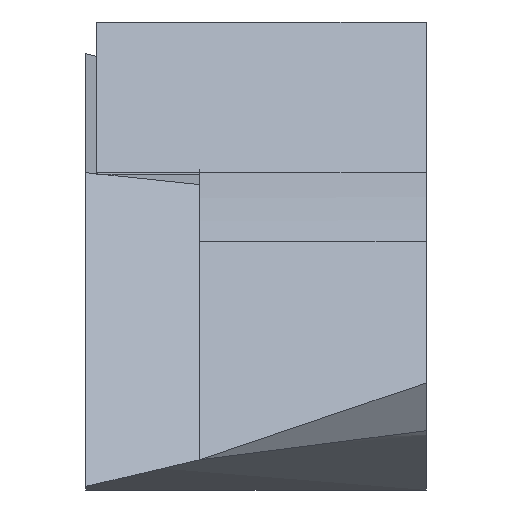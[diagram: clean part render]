
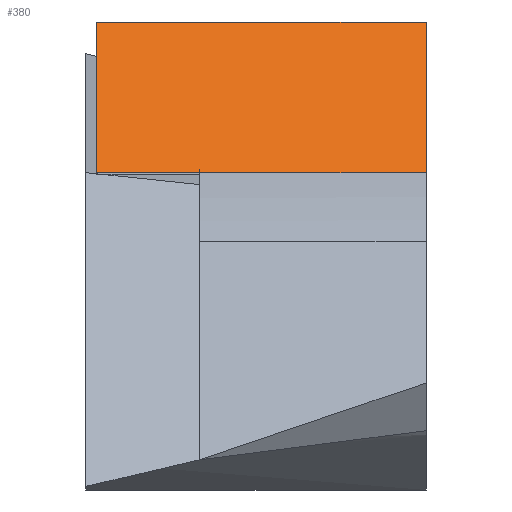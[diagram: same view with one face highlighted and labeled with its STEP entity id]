
A CAD part, left-side view. The second image highlights one B-rep face of the part: STEP entity #380.
In plain terms, the highlighted planar face has unit normal (-0.793, 0, 0.609).
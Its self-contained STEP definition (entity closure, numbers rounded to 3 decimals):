
#1 = CARTESIAN_POINT ( 'NONE',  ( -93.26, -9.525, -17.315 ) ) ;
#101 = LINE ( 'NONE', #2680, #2312 ) ;
#265 = AXIS2_PLACEMENT_3D ( 'NONE', #2445, #2449, #2432 ) ;
#281 = EDGE_LOOP ( 'NONE', ( #287, #1025, #2190, #1104 ) ) ;
#287 = ORIENTED_EDGE ( 'NONE', *, *, #1696, .T. ) ;
#380 = ADVANCED_FACE ( 'NONE', ( #1404 ), #2439, .F. ) ;
#416 = CARTESIAN_POINT ( 'NONE',  ( -93.26, -0.3, -17.315 ) ) ;
#566 = EDGE_CURVE ( 'NONE', #1896, #1195, #2109, .T. ) ;
#824 = CARTESIAN_POINT ( 'NONE',  ( -93.26, -9.525, -17.315 ) ) ;
#922 = CARTESIAN_POINT ( 'NONE',  ( -90.026, -0.3, -13.099 ) ) ;
#972 = VECTOR ( 'NONE', #2729, 1000. ) ;
#1025 = ORIENTED_EDGE ( 'NONE', *, *, #2717, .F. ) ;
#1104 = ORIENTED_EDGE ( 'NONE', *, *, #566, .F. ) ;
#1195 = VERTEX_POINT ( 'NONE', #1498 ) ;
#1203 = DIRECTION ( 'NONE',  ( -0.609, 0., -0.793 ) ) ;
#1210 = CARTESIAN_POINT ( 'NONE',  ( -93.26, -0.3, -17.315 ) ) ;
#1404 = FACE_OUTER_BOUND ( 'NONE', #281, .T. ) ;
#1498 = CARTESIAN_POINT ( 'NONE',  ( -90.026, -9.525, -13.099 ) ) ;
#1554 = VECTOR ( 'NONE', #2195, 1000. ) ;
#1696 = EDGE_CURVE ( 'NONE', #1896, #2258, #2710, .T. ) ;
#1896 = VERTEX_POINT ( 'NONE', #922 ) ;
#2109 = LINE ( 'NONE', #2197, #1554 ) ;
#2141 = VERTEX_POINT ( 'NONE', #824 ) ;
#2175 = VECTOR ( 'NONE', #1203, 1000. ) ;
#2190 = ORIENTED_EDGE ( 'NONE', *, *, #2559, .T. ) ;
#2195 = DIRECTION ( 'NONE',  ( 0., -1., 0. ) ) ;
#2197 = CARTESIAN_POINT ( 'NONE',  ( -90.026, -9.525, -13.099 ) ) ;
#2258 = VERTEX_POINT ( 'NONE', #416 ) ;
#2312 = VECTOR ( 'NONE', #2594, 1000. ) ;
#2432 = DIRECTION ( 'NONE',  ( 0.609, 0., 0.793 ) ) ;
#2439 = PLANE ( 'NONE',  #265 ) ;
#2445 = CARTESIAN_POINT ( 'NONE',  ( -93.26, -9.525, -17.315 ) ) ;
#2449 = DIRECTION ( 'NONE',  ( 0.793, 0., -0.609 ) ) ;
#2559 = EDGE_CURVE ( 'NONE', #2141, #1195, #2669, .T. ) ;
#2594 = DIRECTION ( 'NONE',  ( 0., 1., 0. ) ) ;
#2669 = LINE ( 'NONE', #1, #972 ) ;
#2680 = CARTESIAN_POINT ( 'NONE',  ( -93.26, -9.525, -17.315 ) ) ;
#2710 = LINE ( 'NONE', #1210, #2175 ) ;
#2717 = EDGE_CURVE ( 'NONE', #2141, #2258, #101, .T. ) ;
#2729 = DIRECTION ( 'NONE',  ( 0.609, 0., 0.793 ) ) ;
